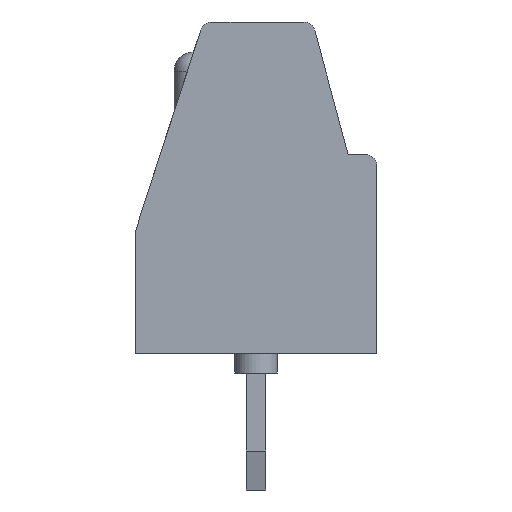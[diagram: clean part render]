
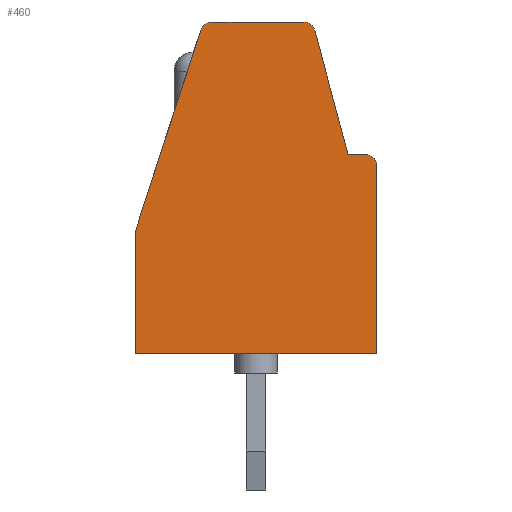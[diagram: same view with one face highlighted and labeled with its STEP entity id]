
A CAD part, left-side view. The second image highlights one B-rep face of the part: STEP entity #460.
In plain terms, the highlighted planar face has unit normal (-1, 0, 0).
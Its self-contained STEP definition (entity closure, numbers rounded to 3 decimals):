
#370=CARTESIAN_POINT('',(-10.39,-3.41,-0.425));
#371=DIRECTION('',(1.0,0.0,0.0));
#372=DIRECTION('',(0.0,1.0,0.0));
#373=AXIS2_PLACEMENT_3D('',#370,#371,#372);
#374=PLANE('',#373);
#375=CARTESIAN_POINT('',(-10.39,-3.1,4.8));
#376=VERTEX_POINT('',#375);
#377=CARTESIAN_POINT('',(-10.39,-3.1,0.));
#378=VERTEX_POINT('',#377);
#379=CARTESIAN_POINT('',(-10.39,-3.1,4.8));
#380=DIRECTION('',(0.0,0.0,-1.0));
#381=VECTOR('',#380,4.8);
#382=LINE('',#379,#381);
#383=EDGE_CURVE('',#376,#378,#382,.T.);
#384=ORIENTED_EDGE('',*,*,#383,.F.);
#385=CARTESIAN_POINT('',(-10.39,-2.8,5.1));
#386=VERTEX_POINT('',#385);
#387=CARTESIAN_POINT('',(-10.39,-2.8,4.8));
#388=DIRECTION('',(1.0,0.0,0.0));
#389=DIRECTION('',(0.0,1.0,0.0));
#390=AXIS2_PLACEMENT_3D('',#387,#388,#389);
#391=CIRCLE('',#390,0.3);
#392=EDGE_CURVE('',#386,#376,#391,.T.);
#393=ORIENTED_EDGE('',*,*,#392,.F.);
#394=CARTESIAN_POINT('',(-10.39,-2.361,5.1));
#395=VERTEX_POINT('',#394);
#396=CARTESIAN_POINT('',(-10.39,-2.8,5.1));
#397=DIRECTION('',(0.0,1.0,0.0));
#398=VECTOR('',#397,0.439);
#399=LINE('',#396,#398);
#400=EDGE_CURVE('',#386,#395,#399,.T.);
#401=ORIENTED_EDGE('',*,*,#400,.T.);
#402=CARTESIAN_POINT('',(-10.39,-1.51,8.278));
#403=VERTEX_POINT('',#402);
#404=CARTESIAN_POINT('',(-10.39,-2.361,5.1));
#405=DIRECTION('',(0.0,0.259,0.966));
#406=VECTOR('',#405,3.29);
#407=LINE('',#404,#406);
#408=EDGE_CURVE('',#395,#403,#407,.T.);
#409=ORIENTED_EDGE('',*,*,#408,.T.);
#410=CARTESIAN_POINT('',(-10.39,-1.22,8.5));
#411=VERTEX_POINT('',#410);
#412=CARTESIAN_POINT('',(-10.39,-1.22,8.2));
#413=DIRECTION('',(1.0,0.0,0.0));
#414=DIRECTION('',(0.0,1.0,0.0));
#415=AXIS2_PLACEMENT_3D('',#412,#413,#414);
#416=CIRCLE('',#415,0.3);
#417=EDGE_CURVE('',#411,#403,#416,.T.);
#418=ORIENTED_EDGE('',*,*,#417,.F.);
#419=CARTESIAN_POINT('',(-10.39,1.132,8.5));
#420=VERTEX_POINT('',#419);
#421=CARTESIAN_POINT('',(-10.39,-1.22,8.5));
#422=DIRECTION('',(0.0,1.0,0.0));
#423=VECTOR('',#422,2.352);
#424=LINE('',#421,#423);
#425=EDGE_CURVE('',#411,#420,#424,.T.);
#426=ORIENTED_EDGE('',*,*,#425,.T.);
#427=CARTESIAN_POINT('',(-10.39,1.417,8.293));
#428=VERTEX_POINT('',#427);
#429=CARTESIAN_POINT('',(-10.39,1.132,8.2));
#430=DIRECTION('',(1.0,0.0,0.0));
#431=DIRECTION('',(0.0,1.0,0.0));
#432=AXIS2_PLACEMENT_3D('',#429,#430,#431);
#433=CIRCLE('',#432,0.3);
#434=EDGE_CURVE('',#428,#420,#433,.T.);
#435=ORIENTED_EDGE('',*,*,#434,.F.);
#436=CARTESIAN_POINT('',(-10.39,3.1,3.114));
#437=VERTEX_POINT('',#436);
#438=CARTESIAN_POINT('',(-10.39,1.417,8.293));
#439=DIRECTION('',(0.0,0.309,-0.951));
#440=VECTOR('',#439,5.445);
#441=LINE('',#438,#440);
#442=EDGE_CURVE('',#428,#437,#441,.T.);
#443=ORIENTED_EDGE('',*,*,#442,.T.);
#444=CARTESIAN_POINT('',(-10.39,3.1,0.0));
#445=VERTEX_POINT('',#444);
#446=CARTESIAN_POINT('',(-10.39,3.1,0.0));
#447=DIRECTION('',(0.0,0.0,1.0));
#448=VECTOR('',#447,3.114);
#449=LINE('',#446,#448);
#450=EDGE_CURVE('',#445,#437,#449,.T.);
#451=ORIENTED_EDGE('',*,*,#450,.F.);
#452=CARTESIAN_POINT('',(-10.39,-3.1,0.));
#453=DIRECTION('',(0.0,1.0,0.0));
#454=VECTOR('',#453,6.2);
#455=LINE('',#452,#454);
#456=EDGE_CURVE('',#378,#445,#455,.T.);
#457=ORIENTED_EDGE('',*,*,#456,.F.);
#458=EDGE_LOOP('',(#384,#393,#401,#409,#418,#426,#435,#443,#451,#457));
#459=FACE_OUTER_BOUND('',#458,.T.);
#460=ADVANCED_FACE('',(#459),#374,.F.);
